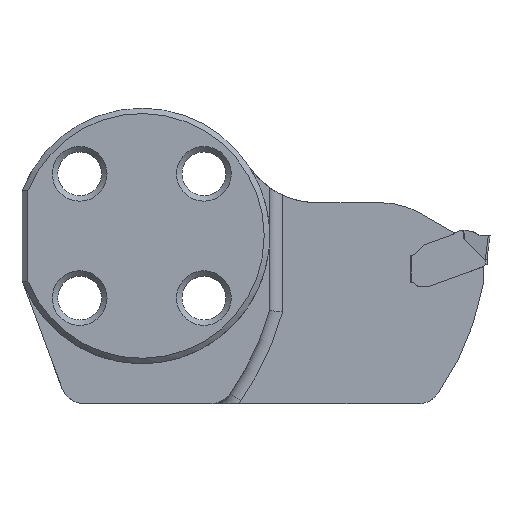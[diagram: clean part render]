
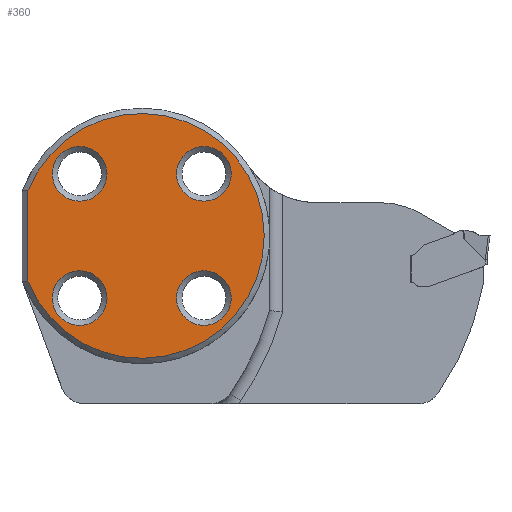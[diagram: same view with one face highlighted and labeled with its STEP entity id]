
A CAD part, top view. The second image highlights one B-rep face of the part: STEP entity #360.
In plain terms, the highlighted planar face has unit normal (0, 0, 1).
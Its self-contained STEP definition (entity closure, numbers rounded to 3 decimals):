
#213=FACE_BOUND('',#602,.T.);
#214=FACE_BOUND('',#603,.T.);
#215=FACE_BOUND('',#604,.T.);
#216=FACE_BOUND('',#605,.T.);
#217=FACE_BOUND('',#606,.T.);
#284=CIRCLE('',#2098,15.325);
#285=CIRCLE('',#2100,3.425);
#286=CIRCLE('',#2101,3.425);
#287=CIRCLE('',#2102,3.425);
#288=CIRCLE('',#2103,3.425);
#360=ADVANCED_FACE('',(#213,#214,#215,#216,#217),#446,.F.);
#446=PLANE('',#2104);
#602=EDGE_LOOP('',(#882));
#603=EDGE_LOOP('',(#883));
#604=EDGE_LOOP('',(#884));
#605=EDGE_LOOP('',(#885));
#606=EDGE_LOOP('',(#886,#887));
#882=ORIENTED_EDGE('',*,*,#1515,.F.);
#883=ORIENTED_EDGE('',*,*,#1516,.T.);
#884=ORIENTED_EDGE('',*,*,#1517,.T.);
#885=ORIENTED_EDGE('',*,*,#1518,.F.);
#886=ORIENTED_EDGE('',*,*,#1513,.F.);
#887=ORIENTED_EDGE('',*,*,#1519,.T.);
#1301=VERTEX_POINT('',#3091);
#1302=VERTEX_POINT('',#3093);
#1303=VERTEX_POINT('',#3100);
#1304=VERTEX_POINT('',#3102);
#1305=VERTEX_POINT('',#3104);
#1306=VERTEX_POINT('',#3106);
#1513=EDGE_CURVE('',#1301,#1302,#284,.T.);
#1515=EDGE_CURVE('',#1303,#1303,#285,.T.);
#1516=EDGE_CURVE('',#1304,#1304,#286,.T.);
#1517=EDGE_CURVE('',#1305,#1305,#287,.T.);
#1518=EDGE_CURVE('',#1306,#1306,#288,.T.);
#1519=EDGE_CURVE('',#1301,#1302,#1722,.T.);
#1722=LINE('',#3107,#1864);
#1864=VECTOR('',#2464,1.);
#2098=AXIS2_PLACEMENT_3D('',#3092,#2452,#2453);
#2100=AXIS2_PLACEMENT_3D('',#3099,#2456,#2457);
#2101=AXIS2_PLACEMENT_3D('',#3101,#2458,#2459);
#2102=AXIS2_PLACEMENT_3D('',#3103,#2460,#2461);
#2103=AXIS2_PLACEMENT_3D('',#3105,#2462,#2463);
#2104=AXIS2_PLACEMENT_3D('',#3108,#2465,#2466);
#2452=DIRECTION('',(0.,0.,-1.));
#2453=DIRECTION('',(-1.,0.,0.));
#2456=DIRECTION('',(0.,0.,1.));
#2457=DIRECTION('',(-1.,0.,0.));
#2458=DIRECTION('',(0.,0.,-1.));
#2459=DIRECTION('',(-1.,0.,0.));
#2460=DIRECTION('',(0.,0.,-1.));
#2461=DIRECTION('',(-1.,0.,0.));
#2462=DIRECTION('',(0.,0.,1.));
#2463=DIRECTION('',(-1.,0.,0.));
#2464=DIRECTION('',(0.,-1.,0.));
#2465=DIRECTION('',(0.,0.,-1.));
#2466=DIRECTION('',(-1.,0.,0.));
#3091=CARTESIAN_POINT('',(-14.25,5.639,0.));
#3092=CARTESIAN_POINT('',(0.,0.,0.));
#3093=CARTESIAN_POINT('',(-14.25,-5.639,0.));
#3099=CARTESIAN_POINT('',(7.778,-7.778,0.));
#3100=CARTESIAN_POINT('',(4.353,-7.778,0.));
#3101=CARTESIAN_POINT('',(7.778,7.778,0.));
#3102=CARTESIAN_POINT('',(4.353,7.778,0.));
#3103=CARTESIAN_POINT('',(-7.778,-7.778,0.));
#3104=CARTESIAN_POINT('',(-11.203,-7.778,0.));
#3105=CARTESIAN_POINT('',(-7.778,7.778,0.));
#3106=CARTESIAN_POINT('',(-11.203,7.778,0.));
#3107=CARTESIAN_POINT('',(-14.25,0.,0.));
#3108=CARTESIAN_POINT('',(0.,0.,0.));
